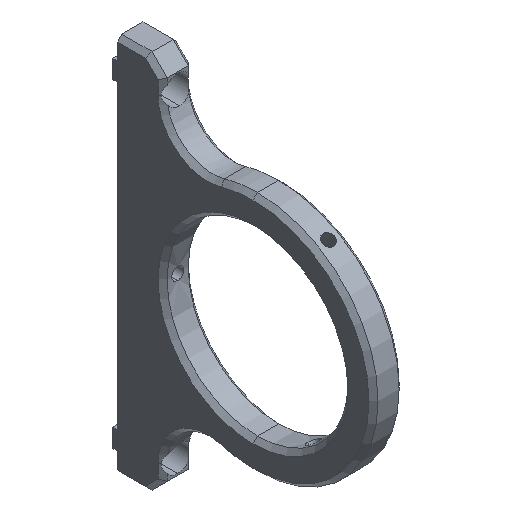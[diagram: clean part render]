
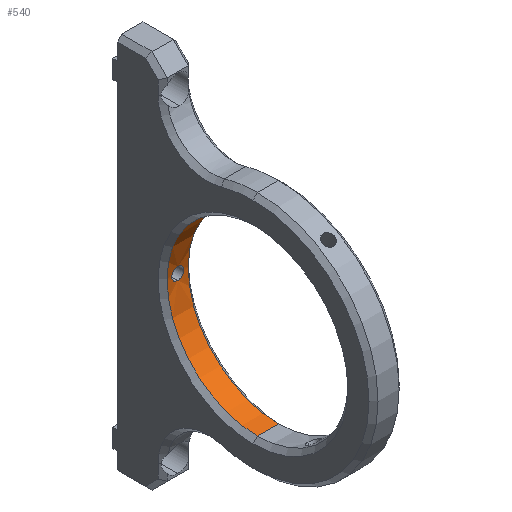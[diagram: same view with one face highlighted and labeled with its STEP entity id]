
A CAD part, isometric view. The second image highlights one B-rep face of the part: STEP entity #540.
In plain terms, the highlighted cylindrical face has radius 30 mm (diameter 60 mm), a partial arc.
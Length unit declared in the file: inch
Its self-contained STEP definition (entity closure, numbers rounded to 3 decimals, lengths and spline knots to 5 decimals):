
#16 = CARTESIAN_POINT ( 'NONE',  ( 0.04813, 1.17945, -0.06253 ) ) ;
#40 = CARTESIAN_POINT ( 'NONE',  ( 0., 1.17847, -0.07874 ) ) ;
#133 = VERTEX_POINT ( 'NONE', #1396 ) ;
#140 = EDGE_CURVE ( 'NONE', #560, #133, #2358, .T. ) ;
#142 = CARTESIAN_POINT ( 'NONE',  ( -0.07079, 1.1806, 0.03487 ) ) ;
#231 = CARTESIAN_POINT ( 'NONE',  ( 0.04837, 1.17944, 0.06297 ) ) ;
#249 = ORIENTED_EDGE ( 'NONE', *, *, #2027, .T. ) ;
#346 = CARTESIAN_POINT ( 'NONE',  ( -0.04801, 1.17944, -0.06263 ) ) ;
#377 = EDGE_LOOP ( 'NONE', ( #1382, #249 ) ) ;
#385 = DIRECTION ( 'NONE',  ( 0., 0., 1. ) ) ;
#423 = CARTESIAN_POINT ( 'NONE',  ( 0.07469, 1.18084, 0.02544 ) ) ;
#469 = CARTESIAN_POINT ( 'NONE',  ( 0.03495, 1.17898, -0.07075 ) ) ;
#481 = CARTESIAN_POINT ( 'NONE',  ( 0.05209, 1.17962, -0.05927 ) ) ;
#510 = CARTESIAN_POINT ( 'NONE',  ( -0.07874, 1.1811, -0.0103 ) ) ;
#523 = EDGE_CURVE ( 'NONE', #133, #2345, #1672, .T. ) ;
#539 = CARTESIAN_POINT ( 'NONE',  ( -0.07667, 1.18096, -0.02067 ) ) ;
#540 = ADVANCED_FACE ( 'NONE', ( #2180, #1247 ), #1861, .F. ) ;
#548 = CARTESIAN_POINT ( 'NONE',  ( -0.03492, 1.17898, -0.07076 ) ) ;
#560 = VERTEX_POINT ( 'NONE', #2168 ) ;
#563 = VERTEX_POINT ( 'NONE', #1005 ) ;
#572 = CARTESIAN_POINT ( 'NONE',  ( 0.19685, 0., 0. ) ) ;
#603 = CARTESIAN_POINT ( 'NONE',  ( 0.07074, 1.18059, 0.03497 ) ) ;
#653 = DIRECTION ( 'NONE',  ( -1., 0., 0. ) ) ;
#673 = CARTESIAN_POINT ( 'NONE',  ( 0.19685, 0., 1.1811 ) ) ;
#689 = ORIENTED_EDGE ( 'NONE', *, *, #140, .T. ) ;
#708 = CARTESIAN_POINT ( 'NONE',  ( -0.06832, 1.18045, 0.03948 ) ) ;
#714 = CARTESIAN_POINT ( 'NONE',  ( 0.03954, 1.17913, -0.06829 ) ) ;
#726 = CARTESIAN_POINT ( 'NONE',  ( -0.1378, 0., 0. ) ) ;
#729 = CARTESIAN_POINT ( 'NONE',  ( -0.01032, 1.17851, -0.07823 ) ) ;
#788 = CARTESIAN_POINT ( 'NONE',  ( 0.01041, 1.17847, -0.07874 ) ) ;
#801 = CARTESIAN_POINT ( 'NONE',  ( 0.06832, 1.18045, 0.03949 ) ) ;
#825 = CARTESIAN_POINT ( 'NONE',  ( 0.01028, 1.17847, 0.07874 ) ) ;
#826 = VERTEX_POINT ( 'NONE', #1650 ) ;
#867 = AXIS2_PLACEMENT_3D ( 'NONE', #572, #2330, #385 ) ;
#868 = CARTESIAN_POINT ( 'NONE',  ( 0.06837, 1.18045, -0.03939 ) ) ;
#896 = CARTESIAN_POINT ( 'NONE',  ( 0., 1.17847, -0.07874 ) ) ;
#905 = CARTESIAN_POINT ( 'NONE',  ( -0.05206, 1.17962, -0.0593 ) ) ;
#913 = CARTESIAN_POINT ( 'NONE',  ( -0.02536, 1.17874, 0.07472 ) ) ;
#926 = DIRECTION ( 'NONE',  ( 0., 0., 1. ) ) ;
#1005 = CARTESIAN_POINT ( 'NONE',  ( 0.1378, 0., -1.1811 ) ) ;
#1023 = CARTESIAN_POINT ( 'NONE',  ( 0.07621, 1.18094, 0.02044 ) ) ;
#1027 = EDGE_CURVE ( 'NONE', #563, #2345, #1761, .T. ) ;
#1031 = CARTESIAN_POINT ( 'NONE',  ( 0.07474, 1.18084, -0.02532 ) ) ;
#1084 = DIRECTION ( 'NONE',  ( 1., 0., 0. ) ) ;
#1094 = CARTESIAN_POINT ( 'NONE',  ( 0., 1.17847, 0.07874 ) ) ;
#1101 = CARTESIAN_POINT ( 'NONE',  ( -0.07874, 1.1811, 0.00511 ) ) ;
#1112 = CARTESIAN_POINT ( 'NONE',  ( -0.07622, 1.18094, 0.02043 ) ) ;
#1119 = CARTESIAN_POINT ( 'NONE',  ( -0.06882, 1.18048, -0.03962 ) ) ;
#1158 = VECTOR ( 'NONE', #653, 39.37008 ) ;
#1202 = CARTESIAN_POINT ( 'NONE',  ( 0.02064, 1.17862, 0.07668 ) ) ;
#1210 = CARTESIAN_POINT ( 'NONE',  ( 0.07874, 1.1811, 0.00526 ) ) ;
#1222 = CARTESIAN_POINT ( 'NONE',  ( 0.07824, 1.18107, -0.01026 ) ) ;
#1247 = FACE_BOUND ( 'NONE', #377, .T. ) ;
#1270 = EDGE_CURVE ( 'NONE', #563, #560, #2205, .T. ) ;
#1295 = CARTESIAN_POINT ( 'NONE',  ( -0.03951, 1.17913, 0.06831 ) ) ;
#1375 = CARTESIAN_POINT ( 'NONE',  ( 0.03959, 1.1791, 0.06883 ) ) ;
#1382 = ORIENTED_EDGE ( 'NONE', *, *, #1801, .T. ) ;
#1396 = CARTESIAN_POINT ( 'NONE',  ( -0.1378, 0., 1.1811 ) ) ;
#1418 = CARTESIAN_POINT ( 'NONE',  ( 0.07624, 1.18094, -0.02033 ) ) ;
#1437 = CARTESIAN_POINT ( 'NONE',  ( 0.06267, 1.18014, -0.04795 ) ) ;
#1490 = B_SPLINE_CURVE_WITH_KNOTS ( 'NONE', 3,
 ( #896, #1667, #729, #1507, #2273, #548, #2283, #346, #905, #2298, #1119, #539, #510, #1101, #2466, #1112, #1881, #142, #708, #1905, #2499, #2478, #1674, #1295, #2087, #913, #1704, #2487, #1491, #1094 ),
 .UNSPECIFIED., .F., .F.,
 ( 4, 2, 2, 2, 2, 2, 2, 2, 2, 2, 2, 2, 2, 2, 4 ),
 ( 0., 0.00039, 0.00078, 0.00117, 0.00156, 0.00235, 0.00313, 0.00352, 0.00391, 0.0043, 0.00469, 0.00508, 0.00547, 0.00586, 0.00625 ),
 .UNSPECIFIED. ) ;
#1491 = CARTESIAN_POINT ( 'NONE',  ( -0.00514, 1.17847, 0.07874 ) ) ;
#1507 = CARTESIAN_POINT ( 'NONE',  ( -0.02039, 1.17864, -0.07623 ) ) ;
#1527 = DIRECTION ( 'NONE',  ( -1., 0., 0. ) ) ;
#1538 = CARTESIAN_POINT ( 'NONE',  ( 0., 1.17847, -0.07874 ) ) ;
#1582 = CARTESIAN_POINT ( 'NONE',  ( 0., 1.17847, 0.07874 ) ) ;
#1590 = CARTESIAN_POINT ( 'NONE',  ( 0.05927, 1.17996, 0.05209 ) ) ;
#1624 = ORIENTED_EDGE ( 'NONE', *, *, #523, .T. ) ;
#1650 = CARTESIAN_POINT ( 'NONE',  ( 0., 1.17847, 0.07874 ) ) ;
#1667 = CARTESIAN_POINT ( 'NONE',  ( -0.0052, 1.17847, -0.07874 ) ) ;
#1672 = CIRCLE ( 'NONE', #2224, 1.1811 ) ;
#1674 = CARTESIAN_POINT ( 'NONE',  ( -0.04803, 1.17945, 0.0626 ) ) ;
#1704 = CARTESIAN_POINT ( 'NONE',  ( -0.02045, 1.17864, 0.07621 ) ) ;
#1710 = CARTESIAN_POINT ( 'NONE',  ( 0.02074, 1.17862, -0.07665 ) ) ;
#1759 = CARTESIAN_POINT ( 'NONE',  ( 0.0626, 1.18013, 0.04804 ) ) ;
#1761 = LINE ( 'NONE', #2130, #2028 ) ;
#1801 = EDGE_CURVE ( 'NONE', #2523, #826, #1490, .T. ) ;
#1830 = CARTESIAN_POINT ( 'NONE',  ( 0.07079, 1.1806, -0.03487 ) ) ;
#1861 = CYLINDRICAL_SURFACE ( 'NONE', #867, 1.1811 ) ;
#1881 = CARTESIAN_POINT ( 'NONE',  ( -0.07473, 1.18084, 0.02534 ) ) ;
#1905 = CARTESIAN_POINT ( 'NONE',  ( -0.06262, 1.18013, 0.04801 ) ) ;
#1959 = CARTESIAN_POINT ( 'NONE',  ( -0.1378, 0., -1.1811 ) ) ;
#2003 = AXIS2_PLACEMENT_3D ( 'NONE', #2098, #1084, #2286 ) ;
#2021 = CARTESIAN_POINT ( 'NONE',  ( 0.07874, 1.1811, -0.00513 ) ) ;
#2027 = EDGE_CURVE ( 'NONE', #826, #2523, #2085, .T. ) ;
#2028 = VECTOR ( 'NONE', #1527, 39.37008 ) ;
#2085 = B_SPLINE_CURVE_WITH_KNOTS ( 'NONE', 3,
 ( #1582, #825, #1202, #1375, #231, #1590, #1759, #801, #603, #423, #1023, #2388, #1210, #2021, #1222, #1418, #1031, #1830, #868, #1437, #2235, #481, #16, #714, #469, #1710, #788, #1538 ),
 .UNSPECIFIED., .F., .F.,
 ( 4, 2, 2, 2, 2, 2, 2, 2, 2, 2, 2, 2, 2, 4 ),
 ( 0.00625, 0.00704, 0.00782, 0.00821, 0.0086, 0.00899, 0.00938, 0.00977, 0.01016, 0.01055, 0.01094, 0.01134, 0.01173, 0.01251 ),
 .UNSPECIFIED. ) ;
#2087 = CARTESIAN_POINT ( 'NONE',  ( -0.0349, 1.17898, 0.07077 ) ) ;
#2098 = CARTESIAN_POINT ( 'NONE',  ( 0.1378, 0., 0. ) ) ;
#2099 = DIRECTION ( 'NONE',  ( -1., 0., 0. ) ) ;
#2130 = CARTESIAN_POINT ( 'NONE',  ( 0.19685, 0., -1.1811 ) ) ;
#2132 = EDGE_LOOP ( 'NONE', ( #2137, #2422, #689, #1624 ) ) ;
#2137 = ORIENTED_EDGE ( 'NONE', *, *, #1027, .F. ) ;
#2168 = CARTESIAN_POINT ( 'NONE',  ( 0.1378, 0., 1.1811 ) ) ;
#2180 = FACE_OUTER_BOUND ( 'NONE', #2132, .T. ) ;
#2205 = CIRCLE ( 'NONE', #2003, 1.1811 ) ;
#2224 = AXIS2_PLACEMENT_3D ( 'NONE', #726, #2099, #926 ) ;
#2235 = CARTESIAN_POINT ( 'NONE',  ( 0.05935, 1.17996, -0.052 ) ) ;
#2273 = CARTESIAN_POINT ( 'NONE',  ( -0.02539, 1.17874, -0.07471 ) ) ;
#2283 = CARTESIAN_POINT ( 'NONE',  ( -0.03945, 1.17913, -0.06834 ) ) ;
#2286 = DIRECTION ( 'NONE',  ( 0., 0., 1. ) ) ;
#2298 = CARTESIAN_POINT ( 'NONE',  ( -0.06295, 1.18013, -0.0484 ) ) ;
#2330 = DIRECTION ( 'NONE',  ( -1., 0., 0. ) ) ;
#2345 = VERTEX_POINT ( 'NONE', #1959 ) ;
#2358 = LINE ( 'NONE', #673, #1158 ) ;
#2388 = CARTESIAN_POINT ( 'NONE',  ( 0.07822, 1.18107, 0.01037 ) ) ;
#2422 = ORIENTED_EDGE ( 'NONE', *, *, #1270, .T. ) ;
#2466 = CARTESIAN_POINT ( 'NONE',  ( -0.07823, 1.18107, 0.01033 ) ) ;
#2478 = CARTESIAN_POINT ( 'NONE',  ( -0.05201, 1.17962, 0.05934 ) ) ;
#2487 = CARTESIAN_POINT ( 'NONE',  ( -0.01036, 1.17851, 0.07823 ) ) ;
#2499 = CARTESIAN_POINT ( 'NONE',  ( -0.05936, 1.17996, 0.05199 ) ) ;
#2523 = VERTEX_POINT ( 'NONE', #40 ) ;
